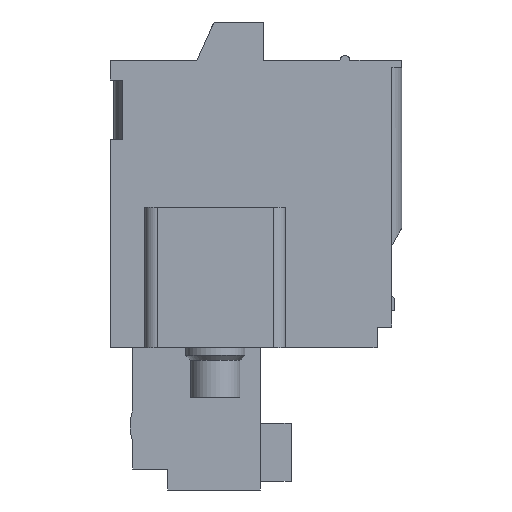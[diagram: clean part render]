
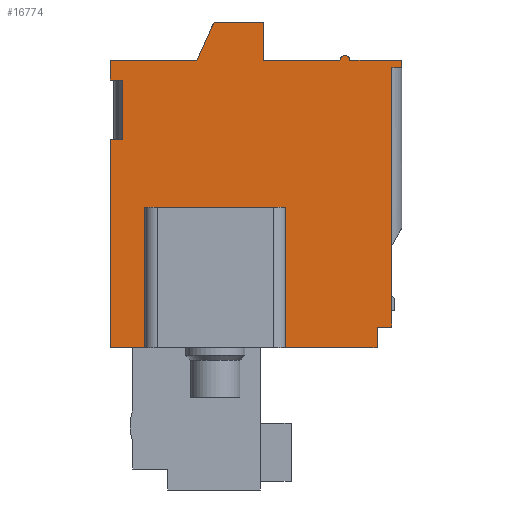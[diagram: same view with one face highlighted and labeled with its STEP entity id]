
A CAD part, left-side view. The second image highlights one B-rep face of the part: STEP entity #16774.
In plain terms, the highlighted planar face has unit normal (-1, 0, 0).
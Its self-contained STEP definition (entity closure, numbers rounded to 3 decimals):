
#262=LINE('',#23403,#2495);
#266=LINE('',#23415,#2499);
#278=LINE('',#23451,#2511);
#553=LINE('',#24049,#2786);
#579=LINE('',#24101,#2812);
#633=LINE('',#24217,#2866);
#648=LINE('',#24261,#2881);
#943=LINE('',#24865,#3176);
#953=LINE('',#24880,#3186);
#956=LINE('',#24886,#3189);
#958=LINE('',#24889,#3191);
#959=LINE('',#24891,#3192);
#961=LINE('',#24896,#3194);
#965=LINE('',#24915,#3198);
#968=LINE('',#24920,#3201);
#969=LINE('',#24922,#3202);
#971=LINE('',#24926,#3204);
#972=LINE('',#24928,#3205);
#992=LINE('',#24980,#3225);
#993=LINE('',#24982,#3226);
#994=LINE('',#24983,#3227);
#2495=VECTOR('',#18950,1000.);
#2499=VECTOR('',#18958,1000.);
#2511=VECTOR('',#18984,1000.);
#2786=VECTOR('',#19325,1000.);
#2812=VECTOR('',#19353,1000.);
#2866=VECTOR('',#19421,1000.);
#2881=VECTOR('',#19454,1000.);
#3176=VECTOR('',#19959,1000.);
#3186=VECTOR('',#19971,1000.);
#3189=VECTOR('',#19976,1000.);
#3191=VECTOR('',#19980,1000.);
#3192=VECTOR('',#19983,1000.);
#3194=VECTOR('',#19989,1000.);
#3198=VECTOR('',#20019,1000.);
#3201=VECTOR('',#20024,1000.);
#3202=VECTOR('',#20027,1000.);
#3204=VECTOR('',#20031,1000.);
#3205=VECTOR('',#20034,1000.);
#3225=VECTOR('',#20068,1000.);
#3226=VECTOR('',#20071,1000.);
#3227=VECTOR('',#20072,1000.);
#5825=ORIENTED_EDGE('',*,*,#10475,.F.);
#5826=ORIENTED_EDGE('',*,*,#9686,.F.);
#5827=ORIENTED_EDGE('',*,*,#10476,.T.);
#5828=ORIENTED_EDGE('',*,*,#9663,.T.);
#5829=ORIENTED_EDGE('',*,*,#10444,.T.);
#5830=ORIENTED_EDGE('',*,*,#10445,.T.);
#5831=ORIENTED_EDGE('',*,*,#10006,.T.);
#5832=ORIENTED_EDGE('',*,*,#10447,.T.);
#5833=ORIENTED_EDGE('',*,*,#10448,.T.);
#5834=ORIENTED_EDGE('',*,*,#10474,.T.);
#5835=ORIENTED_EDGE('',*,*,#10404,.T.);
#5836=ORIENTED_EDGE('',*,*,#10407,.T.);
#5837=ORIENTED_EDGE('',*,*,#10417,.T.);
#5838=ORIENTED_EDGE('',*,*,#10420,.T.);
#5839=ORIENTED_EDGE('',*,*,#10422,.T.);
#5840=ORIENTED_EDGE('',*,*,#10086,.T.);
#5841=ORIENTED_EDGE('',*,*,#10423,.T.);
#5842=ORIENTED_EDGE('',*,*,#10426,.T.);
#5843=ORIENTED_EDGE('',*,*,#10064,.T.);
#5844=ORIENTED_EDGE('',*,*,#10441,.T.);
#5845=ORIENTED_EDGE('',*,*,#9980,.T.);
#5846=ORIENTED_EDGE('',*,*,#9669,.T.);
#9663=EDGE_CURVE('',#12131,#12130,#262,.T.);
#9669=EDGE_CURVE('',#12137,#12136,#266,.T.);
#9686=EDGE_CURVE('',#12153,#12154,#278,.T.);
#9980=EDGE_CURVE('',#12444,#12137,#553,.T.);
#10006=EDGE_CURVE('',#12469,#12470,#579,.T.);
#10064=EDGE_CURVE('',#12524,#12523,#633,.T.);
#10086=EDGE_CURVE('',#12544,#12545,#648,.T.);
#10404=EDGE_CURVE('',#12746,#12747,#13819,.T.);
#10407=EDGE_CURVE('',#12747,#12748,#943,.T.);
#10417=EDGE_CURVE('',#12748,#12751,#953,.T.);
#10420=EDGE_CURVE('',#12751,#12753,#956,.T.);
#10422=EDGE_CURVE('',#12753,#12544,#958,.T.);
#10423=EDGE_CURVE('',#12545,#12754,#959,.T.);
#10426=EDGE_CURVE('',#12754,#12524,#961,.T.);
#10441=EDGE_CURVE('',#12523,#12444,#965,.T.);
#10444=EDGE_CURVE('',#12130,#12757,#968,.T.);
#10445=EDGE_CURVE('',#12757,#12469,#969,.T.);
#10447=EDGE_CURVE('',#12470,#12758,#971,.T.);
#10448=EDGE_CURVE('',#12758,#12759,#972,.T.);
#10474=EDGE_CURVE('',#12759,#12746,#992,.T.);
#10475=EDGE_CURVE('',#12154,#12136,#993,.T.);
#10476=EDGE_CURVE('',#12153,#12131,#994,.T.);
#12130=VERTEX_POINT('',#23402);
#12131=VERTEX_POINT('',#23404);
#12136=VERTEX_POINT('',#23414);
#12137=VERTEX_POINT('',#23416);
#12153=VERTEX_POINT('',#23450);
#12154=VERTEX_POINT('',#23452);
#12444=VERTEX_POINT('',#24050);
#12469=VERTEX_POINT('',#24102);
#12470=VERTEX_POINT('',#24103);
#12523=VERTEX_POINT('',#24216);
#12524=VERTEX_POINT('',#24218);
#12544=VERTEX_POINT('',#24262);
#12545=VERTEX_POINT('',#24263);
#12746=VERTEX_POINT('',#24860);
#12747=VERTEX_POINT('',#24861);
#12748=VERTEX_POINT('',#24866);
#12751=VERTEX_POINT('',#24879);
#12753=VERTEX_POINT('',#24885);
#12754=VERTEX_POINT('',#24892);
#12757=VERTEX_POINT('',#24919);
#12758=VERTEX_POINT('',#24925);
#12759=VERTEX_POINT('',#24929);
#13819=CIRCLE('',#17998,0.2);
#14128=EDGE_LOOP('',(#5825,#5826,#5827,#5828,#5829,#5830,#5831,#5832,#5833,
#5834,#5835,#5836,#5837,#5838,#5839,#5840,#5841,#5842,#5843,#5844,#5845,
#5846));
#15097=FACE_BOUND('',#14128,.T.);
#16011=PLANE('',#18030);
#16774=ADVANCED_FACE('',(#15097),#16011,.T.);
#17998=AXIS2_PLACEMENT_3D('',#24859,#19953,#19954);
#18030=AXIS2_PLACEMENT_3D('',#24981,#20069,#20070);
#18950=DIRECTION('',(0.,-1.,0.));
#18958=DIRECTION('',(0.,-1.,0.));
#18984=DIRECTION('',(0.,1.,0.));
#19325=DIRECTION('',(0.,0.,-1.));
#19353=DIRECTION('',(0.,0.,1.));
#19421=DIRECTION('',(0.,0.,-1.));
#19454=DIRECTION('',(0.,1.,0.));
#19953=DIRECTION('',(-1.,0.,0.));
#19954=DIRECTION('',(0.,-1.,0.));
#19959=DIRECTION('',(0.,1.,0.));
#19971=DIRECTION('',(0.,0.,1.));
#19976=DIRECTION('',(0.,1.,0.));
#19980=DIRECTION('',(0.,0.412,-0.911));
#19983=DIRECTION('',(0.,0.,-1.));
#19989=DIRECTION('',(0.,-1.,0.));
#20019=DIRECTION('',(0.,1.,0.));
#20024=DIRECTION('',(0.,0.,1.));
#20027=DIRECTION('',(0.,-1.,0.));
#20031=DIRECTION('',(0.,-1.,0.));
#20034=DIRECTION('',(0.,0.,1.));
#20068=DIRECTION('',(0.,1.,0.));
#20069=DIRECTION('',(-1.,0.,0.));
#20070=DIRECTION('',(0.,0.,1.));
#20071=DIRECTION('',(0.,0.,-1.));
#20072=DIRECTION('',(0.,0.,-1.));
#23402=CARTESIAN_POINT('',(-7.8,-5.4,-6.1));
#23403=CARTESIAN_POINT('',(-7.8,5.4,-6.1));
#23404=CARTESIAN_POINT('',(-7.8,-1.7,-6.1));
#23414=CARTESIAN_POINT('',(-7.8,4.,-6.1));
#23415=CARTESIAN_POINT('',(-7.8,5.4,-6.1));
#23416=CARTESIAN_POINT('',(-7.8,5.4,-6.1));
#23450=CARTESIAN_POINT('',(-7.8,-1.7,-0.4));
#23451=CARTESIAN_POINT('',(-7.8,-1.7,-0.4));
#23452=CARTESIAN_POINT('',(-7.8,4.,-0.4));
#24049=CARTESIAN_POINT('',(-7.8,5.4,2.35));
#24050=CARTESIAN_POINT('',(-7.8,5.4,2.35));
#24101=CARTESIAN_POINT('',(-7.8,-6.,-5.25));
#24102=CARTESIAN_POINT('',(-7.8,-6.,-5.25));
#24103=CARTESIAN_POINT('',(-7.8,-6.,5.25));
#24216=CARTESIAN_POINT('',(-7.8,4.9,2.35));
#24217=CARTESIAN_POINT('',(-7.8,4.9,4.75));
#24218=CARTESIAN_POINT('',(-7.8,4.9,4.75));
#24261=CARTESIAN_POINT('',(-7.8,1.9,5.55));
#24262=CARTESIAN_POINT('',(-7.8,1.9,5.55));
#24263=CARTESIAN_POINT('',(-7.8,5.4,5.55));
#24859=CARTESIAN_POINT('',(-7.8,-4.1,5.55));
#24860=CARTESIAN_POINT('',(-7.8,-4.3,5.55));
#24861=CARTESIAN_POINT('',(-7.8,-3.9,5.55));
#24865=CARTESIAN_POINT('',(-7.8,-3.9,5.55));
#24866=CARTESIAN_POINT('',(-7.8,-0.8,5.55));
#24879=CARTESIAN_POINT('',(-7.8,-0.8,7.1));
#24880=CARTESIAN_POINT('',(-7.8,-0.8,5.55));
#24885=CARTESIAN_POINT('',(-7.8,1.2,7.1));
#24886=CARTESIAN_POINT('',(-7.8,-0.8,7.1));
#24889=CARTESIAN_POINT('',(-7.8,1.2,7.1));
#24891=CARTESIAN_POINT('',(-7.8,5.4,5.55));
#24892=CARTESIAN_POINT('',(-7.8,5.4,4.75));
#24896=CARTESIAN_POINT('',(-7.8,5.4,4.75));
#24915=CARTESIAN_POINT('',(-7.8,4.9,2.35));
#24919=CARTESIAN_POINT('',(-7.8,-5.4,-5.25));
#24920=CARTESIAN_POINT('',(-7.8,-5.4,-6.1));
#24922=CARTESIAN_POINT('',(-7.8,-5.4,-5.25));
#24925=CARTESIAN_POINT('',(-7.8,-6.4,5.25));
#24926=CARTESIAN_POINT('',(-7.8,-6.,5.25));
#24928=CARTESIAN_POINT('',(-7.8,-6.4,5.25));
#24929=CARTESIAN_POINT('',(-7.8,-6.4,5.55));
#24980=CARTESIAN_POINT('',(-7.8,-6.4,5.55));
#24981=CARTESIAN_POINT('',(-7.8,-4.1,5.55));
#24982=CARTESIAN_POINT('',(-7.8,4.,-0.4));
#24983=CARTESIAN_POINT('',(-7.8,-1.7,-0.4));
